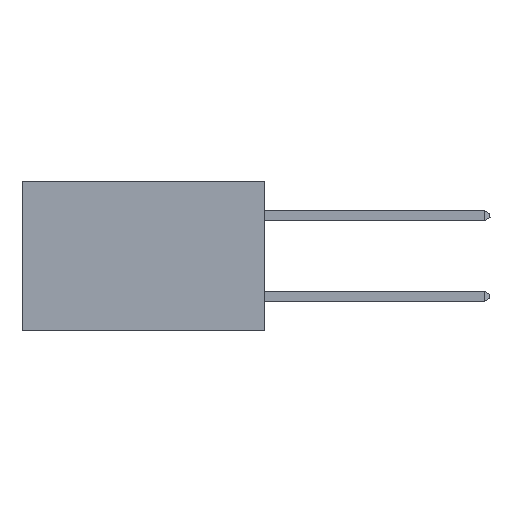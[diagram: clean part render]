
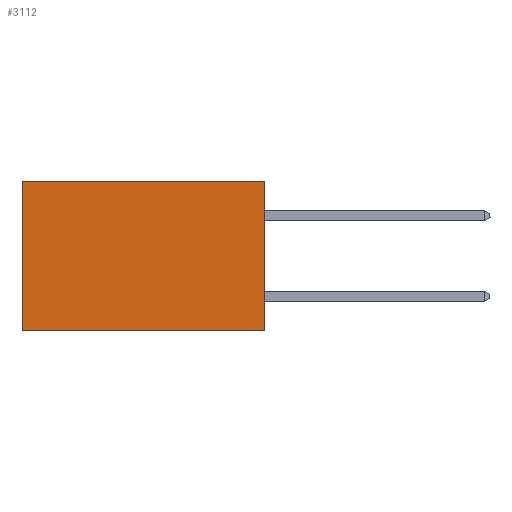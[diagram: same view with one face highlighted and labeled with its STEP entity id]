
A CAD part, left-side view. The second image highlights one B-rep face of the part: STEP entity #3112.
In plain terms, the highlighted planar face has unit normal (-1, 0, 0).
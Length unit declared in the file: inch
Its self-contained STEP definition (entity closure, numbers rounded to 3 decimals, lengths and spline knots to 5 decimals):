
#371 = VECTOR ( 'NONE', #9456, 39.37008 ) ;
#759 = DIRECTION ( 'NONE',  ( 0., 0., -1. ) ) ;
#1050 = ORIENTED_EDGE ( 'NONE', *, *, #6739, .F. ) ;
#1063 = LINE ( 'NONE', #1127, #3077 ) ;
#1127 = CARTESIAN_POINT ( 'NONE',  ( 0.298, 0., 0. ) ) ;
#2100 = VECTOR ( 'NONE', #759, 39.37008 ) ;
#2530 = AXIS2_PLACEMENT_3D ( 'NONE', #6407, #11409, #7406 ) ;
#2536 = DIRECTION ( 'NONE',  ( 0., 1., 0. ) ) ;
#2806 = ORIENTED_EDGE ( 'NONE', *, *, #4143, .F. ) ;
#2860 = LINE ( 'NONE', #12709, #2100 ) ;
#3004 = LINE ( 'NONE', #11598, #371 ) ;
#3077 = VECTOR ( 'NONE', #6269, 39.37008 ) ;
#3112 = ADVANCED_FACE ( 'NONE', ( #12046 ), #3339, .F. ) ;
#3339 = PLANE ( 'NONE',  #2530 ) ;
#4098 = EDGE_LOOP ( 'NONE', ( #7710, #1050, #2806, #11235 ) ) ;
#4143 = EDGE_CURVE ( 'NONE', #10144, #11211, #1063, .T. ) ;
#4299 = CARTESIAN_POINT ( 'NONE',  ( 0.298, 0., 0. ) ) ;
#4798 = CARTESIAN_POINT ( 'NONE',  ( 0.298, 0.6, -0.37 ) ) ;
#5883 = VERTEX_POINT ( 'NONE', #4798 ) ;
#5948 = EDGE_CURVE ( 'NONE', #11892, #5883, #2860, .T. ) ;
#6269 = DIRECTION ( 'NONE',  ( 0., 0., -1. ) ) ;
#6407 = CARTESIAN_POINT ( 'NONE',  ( 0.298, 0., 0. ) ) ;
#6425 = CARTESIAN_POINT ( 'NONE',  ( 0.298, 0.6, 0. ) ) ;
#6521 = VECTOR ( 'NONE', #2536, 39.37008 ) ;
#6739 = EDGE_CURVE ( 'NONE', #11211, #5883, #3004, .T. ) ;
#7406 = DIRECTION ( 'NONE',  ( 0., 0., -1. ) ) ;
#7710 = ORIENTED_EDGE ( 'NONE', *, *, #5948, .T. ) ;
#8380 = CARTESIAN_POINT ( 'NONE',  ( 0.298, 0., -0.37 ) ) ;
#8675 = CARTESIAN_POINT ( 'NONE',  ( 0.298, 0., 0. ) ) ;
#8864 = LINE ( 'NONE', #4299, #6521 ) ;
#9456 = DIRECTION ( 'NONE',  ( 0., 1., 0. ) ) ;
#10144 = VERTEX_POINT ( 'NONE', #8675 ) ;
#10439 = EDGE_CURVE ( 'NONE', #10144, #11892, #8864, .T. ) ;
#11211 = VERTEX_POINT ( 'NONE', #8380 ) ;
#11235 = ORIENTED_EDGE ( 'NONE', *, *, #10439, .T. ) ;
#11409 = DIRECTION ( 'NONE',  ( 1., 0., 0. ) ) ;
#11598 = CARTESIAN_POINT ( 'NONE',  ( 0.298, 0., -0.37 ) ) ;
#11892 = VERTEX_POINT ( 'NONE', #6425 ) ;
#12046 = FACE_OUTER_BOUND ( 'NONE', #4098, .T. ) ;
#12709 = CARTESIAN_POINT ( 'NONE',  ( 0.298, 0.6, 0. ) ) ;
